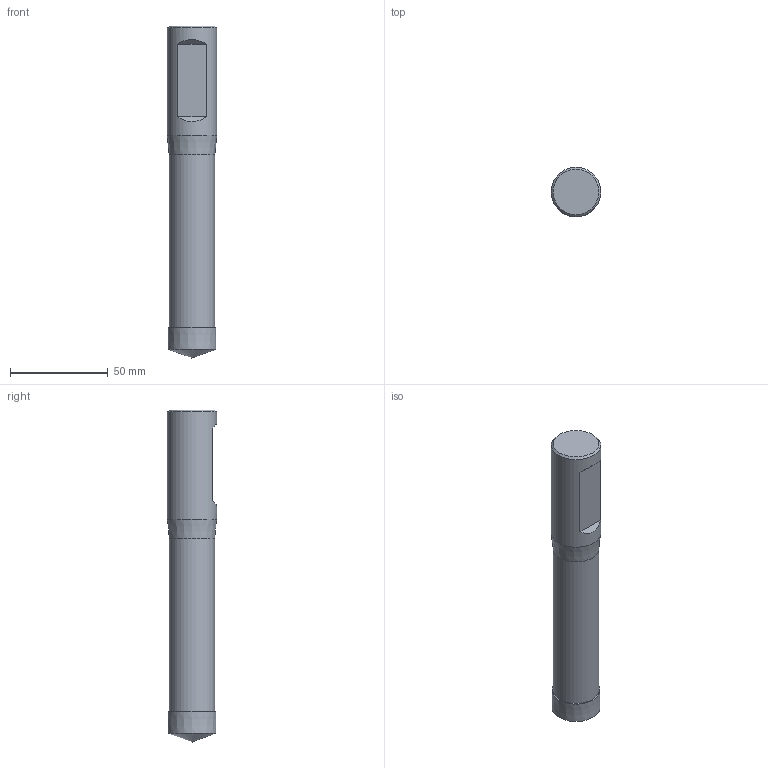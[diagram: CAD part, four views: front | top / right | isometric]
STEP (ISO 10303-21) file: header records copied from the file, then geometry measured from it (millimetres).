
FILE_DESCRIPTION(/* description */ (''),/* implementation_level */ '2;1');
FILE_NAME(/* name */ 'h85331_32-r95031_32_3d_light.stp',/* time_stamp */ '2021-09-02T22:29:22+02:00',/* author */ (''),/* organization */ ('SMS'),/* preprocessor_version */ 'ST-DEVELOPER v16.7',/* originating_system */ 'SIEMENS PLM Software NX 12.0',/* authorisation */ '');
FILE_SCHEMA (('AUTOMOTIVE_DESIGN { 1 0 10303 214 3 1 1 1 }'));
Length unit declared in the file: millimetre
Products named in the file (1): H85331_32-R95031_32_3D_light
Bounding box: 25.4 x 25.4 x 170.2 mm (x, y, z)
Volume: 76157.2 mm3; surface area: 14461.8 mm2
Topology: 2 solids, 2 shells, 12 faces, 22 edges, 17 vertices
Faces by surface type: plane 6, cone 4, cylinder 2
Full cylindrical faces by diameter (mm): 23.4 x1, 25.4 x1
Entity records: 342 total; most frequent: CARTESIAN_POINT 57, DIRECTION 54, ORIENTED_EDGE 26, AXIS2_PLACEMENT_3D 25, EDGE_LOOP 18, FACE_BOUND 13, EDGE_CURVE 13, ADVANCED_FACE 12
